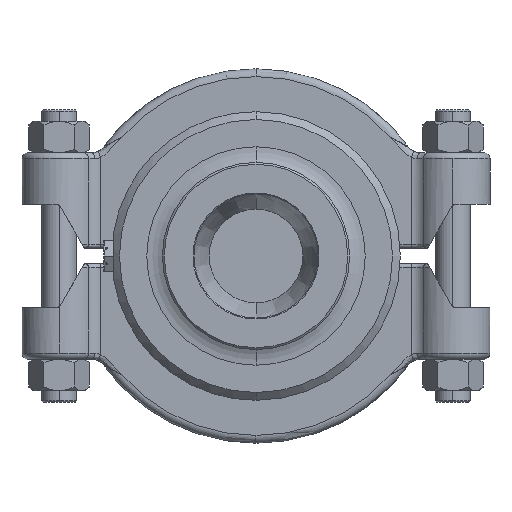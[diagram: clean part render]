
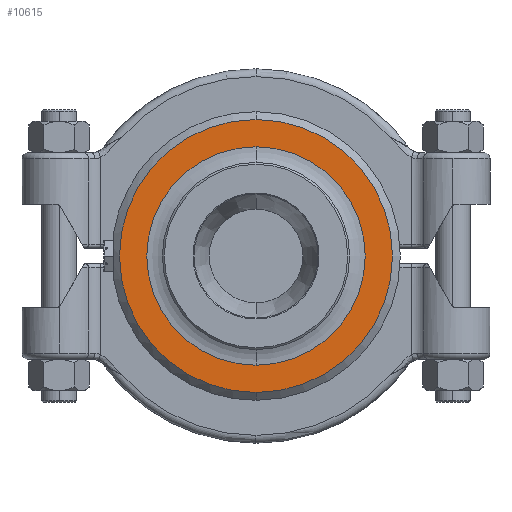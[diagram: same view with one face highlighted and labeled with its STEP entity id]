
A CAD part, left-side view. The second image highlights one B-rep face of the part: STEP entity #10615.
In plain terms, the highlighted planar face has unit normal (-1, 0, 0).
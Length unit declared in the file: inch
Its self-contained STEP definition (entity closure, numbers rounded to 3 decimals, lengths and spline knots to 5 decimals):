
#536 = DIRECTION ( 'NONE',  ( 0., 0., 1. ) ) ;
#665 = FACE_OUTER_BOUND ( 'NONE', #9374, .T. ) ;
#773 = EDGE_CURVE ( 'NONE', #8316, #4928, #12174, .T. ) ;
#1031 = AXIS2_PLACEMENT_3D ( 'NONE', #3166, #8863, #9583 ) ;
#1179 = CARTESIAN_POINT ( 'NONE',  ( 2.244, 0., -3.5 ) ) ;
#1704 = VERTEX_POINT ( 'NONE', #1179 ) ;
#1989 = CARTESIAN_POINT ( 'NONE',  ( 2.244, 0., 4.375 ) ) ;
#2195 = AXIS2_PLACEMENT_3D ( 'NONE', #5295, #11903, #6234 ) ;
#2418 = AXIS2_PLACEMENT_3D ( 'NONE', #2449, #9046, #3385 ) ;
#2449 = CARTESIAN_POINT ( 'NONE',  ( 2.244, 0., 0. ) ) ;
#2723 = PLANE ( 'NONE',  #7949 ) ;
#3166 = CARTESIAN_POINT ( 'NONE',  ( 2.244, 0., 0. ) ) ;
#3373 = EDGE_CURVE ( 'NONE', #6424, #1704, #9856, .T. ) ;
#3385 = DIRECTION ( 'NONE',  ( 0., 0., 1. ) ) ;
#3697 = DIRECTION ( 'NONE',  ( 0., 0., 1. ) ) ;
#4377 = DIRECTION ( 'NONE',  ( -1., 0., 0. ) ) ;
#4559 = AXIS2_PLACEMENT_3D ( 'NONE', #10055, #4377, #536 ) ;
#4928 = VERTEX_POINT ( 'NONE', #1989 ) ;
#5295 = CARTESIAN_POINT ( 'NONE',  ( 2.244, 0., 0. ) ) ;
#5924 = ORIENTED_EDGE ( 'NONE', *, *, #773, .T. ) ;
#6033 = ORIENTED_EDGE ( 'NONE', *, *, #3373, .F. ) ;
#6234 = DIRECTION ( 'NONE',  ( 0., 0., 1. ) ) ;
#6401 = ORIENTED_EDGE ( 'NONE', *, *, #11459, .T. ) ;
#6424 = VERTEX_POINT ( 'NONE', #6505 ) ;
#6505 = CARTESIAN_POINT ( 'NONE',  ( 2.244, 0., 3.5 ) ) ;
#6507 = CARTESIAN_POINT ( 'NONE',  ( 2.244, -4.375, 0. ) ) ;
#7504 = EDGE_CURVE ( 'NONE', #1704, #6424, #9879, .T. ) ;
#7949 = AXIS2_PLACEMENT_3D ( 'NONE', #6507, #9366, #3697 ) ;
#8316 = VERTEX_POINT ( 'NONE', #9918 ) ;
#8863 = DIRECTION ( 'NONE',  ( -1., 0., 0. ) ) ;
#9046 = DIRECTION ( 'NONE',  ( -1., 0., 0. ) ) ;
#9366 = DIRECTION ( 'NONE',  ( -1., 0., 0. ) ) ;
#9374 = EDGE_LOOP ( 'NONE', ( #5924, #6401 ) ) ;
#9583 = DIRECTION ( 'NONE',  ( 0., 0., 1. ) ) ;
#9856 = CIRCLE ( 'NONE', #4559, 3.5 ) ;
#9879 = CIRCLE ( 'NONE', #2418, 3.5 ) ;
#9918 = CARTESIAN_POINT ( 'NONE',  ( 2.244, 0., -4.375 ) ) ;
#10055 = CARTESIAN_POINT ( 'NONE',  ( 2.244, 0., 0. ) ) ;
#10115 = FACE_BOUND ( 'NONE', #10952, .T. ) ;
#10615 = ADVANCED_FACE ( 'NONE', ( #665, #10115 ), #2723, .T. ) ;
#10952 = EDGE_LOOP ( 'NONE', ( #6033, #11874 ) ) ;
#11459 = EDGE_CURVE ( 'NONE', #4928, #8316, #11592, .T. ) ;
#11592 = CIRCLE ( 'NONE', #2195, 4.375 ) ;
#11874 = ORIENTED_EDGE ( 'NONE', *, *, #7504, .F. ) ;
#11903 = DIRECTION ( 'NONE',  ( -1., 0., 0. ) ) ;
#12174 = CIRCLE ( 'NONE', #1031, 4.375 ) ;
